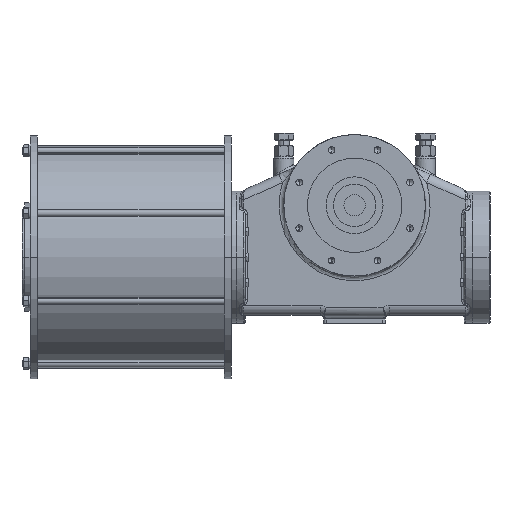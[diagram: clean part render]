
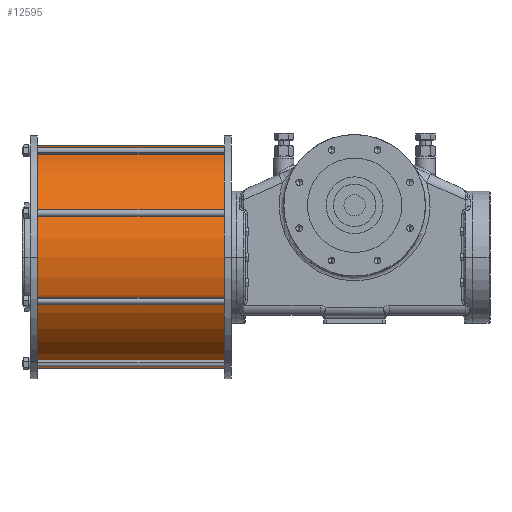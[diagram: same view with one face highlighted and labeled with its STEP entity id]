
A CAD part, front view. The second image highlights one B-rep face of the part: STEP entity #12595.
In plain terms, the highlighted cylindrical face has radius 236 mm (diameter 472 mm), a partial arc.
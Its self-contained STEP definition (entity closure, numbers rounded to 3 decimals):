
#2823 = CYLINDRICAL_SURFACE ( 'NONE', #3548, 236. ) ;
#2915 = DIRECTION ( 'NONE',  ( -1., 0., 0. ) ) ;
#2951 = VECTOR ( 'NONE', #10898, 1000. ) ;
#3056 = CARTESIAN_POINT ( 'NONE',  ( -106.274, 0., -236. ) ) ;
#3548 = AXIS2_PLACEMENT_3D ( 'NONE', #8579, #21734, #13888 ) ;
#4137 = CARTESIAN_POINT ( 'NONE',  ( 0., 0., -236. ) ) ;
#4217 = EDGE_CURVE ( 'NONE', #14744, #33061, #26662, .T. ) ;
#5604 = EDGE_LOOP ( 'NONE', ( #18297, #15088, #19794, #11574 ) ) ;
#6926 = DIRECTION ( 'NONE',  ( -1., 0., 0. ) ) ;
#8579 = CARTESIAN_POINT ( 'NONE',  ( -106.274, 0., 0. ) ) ;
#9348 = AXIS2_PLACEMENT_3D ( 'NONE', #22497, #6926, #25093 ) ;
#9869 = LINE ( 'NONE', #3056, #2951 ) ;
#10366 = CARTESIAN_POINT ( 'NONE',  ( 397., 0., 236. ) ) ;
#10558 = FACE_OUTER_BOUND ( 'NONE', #5604, .T. ) ;
#10898 = DIRECTION ( 'NONE',  ( -1., 0., 0. ) ) ;
#11574 = ORIENTED_EDGE ( 'NONE', *, *, #14911, .F. ) ;
#12595 = ADVANCED_FACE ( 'NONE', ( #10558 ), #2823, .T. ) ;
#13888 = DIRECTION ( 'NONE',  ( 0., 0., 1. ) ) ;
#14183 = AXIS2_PLACEMENT_3D ( 'NONE', #18443, #2915, #21089 ) ;
#14744 = VERTEX_POINT ( 'NONE', #32092 ) ;
#14911 = EDGE_CURVE ( 'NONE', #18342, #30693, #31586, .T. ) ;
#15088 = ORIENTED_EDGE ( 'NONE', *, *, #4217, .T. ) ;
#16886 = CARTESIAN_POINT ( 'NONE',  ( -106.274, 0., 236. ) ) ;
#17328 = EDGE_CURVE ( 'NONE', #14744, #18342, #9869, .T. ) ;
#18297 = ORIENTED_EDGE ( 'NONE', *, *, #17328, .F. ) ;
#18342 = VERTEX_POINT ( 'NONE', #4137 ) ;
#18443 = CARTESIAN_POINT ( 'NONE',  ( 397., 0., 0. ) ) ;
#18832 = VECTOR ( 'NONE', #32409, 1000. ) ;
#19644 = LINE ( 'NONE', #16886, #18832 ) ;
#19794 = ORIENTED_EDGE ( 'NONE', *, *, #23080, .T. ) ;
#21089 = DIRECTION ( 'NONE',  ( 0., 0., 1. ) ) ;
#21300 = CARTESIAN_POINT ( 'NONE',  ( 0., 0., 236. ) ) ;
#21734 = DIRECTION ( 'NONE',  ( -1., 0., 0. ) ) ;
#22497 = CARTESIAN_POINT ( 'NONE',  ( 0., 0., 0. ) ) ;
#23080 = EDGE_CURVE ( 'NONE', #33061, #30693, #19644, .T. ) ;
#25093 = DIRECTION ( 'NONE',  ( 0., 0., 1. ) ) ;
#26662 = CIRCLE ( 'NONE', #14183, 236. ) ;
#30693 = VERTEX_POINT ( 'NONE', #21300 ) ;
#31586 = CIRCLE ( 'NONE', #9348, 236. ) ;
#32092 = CARTESIAN_POINT ( 'NONE',  ( 397., 0., -236. ) ) ;
#32409 = DIRECTION ( 'NONE',  ( -1., 0., 0. ) ) ;
#33061 = VERTEX_POINT ( 'NONE', #10366 ) ;
